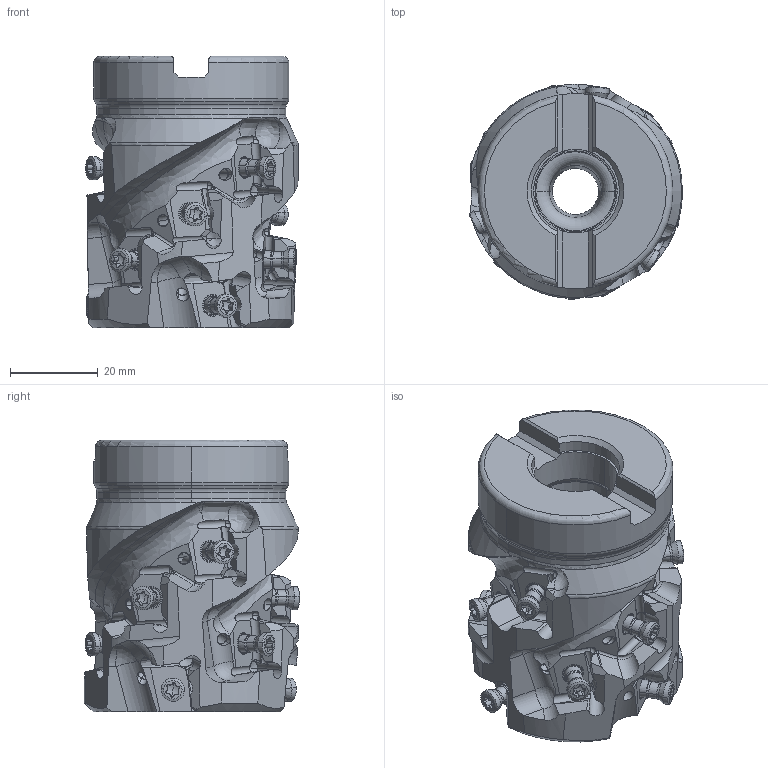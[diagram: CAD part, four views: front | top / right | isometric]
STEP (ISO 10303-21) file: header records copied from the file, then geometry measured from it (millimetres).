
FILE_DESCRIPTION(/* description */ (''),/* implementation_level */ '2;1');
FILE_NAME(/* name */ 'VPX300UR2_0003AA1612.stp',/* time_stamp */ '2021-06-22T11:13:31+09:00',/* author */ (''),/* organization */ (''),/* preprocessor_version */ 'ST-DEVELOPER v16',/* originating_system */ 'SIEMENS PLM Software NX 10.0',/* authorisation */ '');
FILE_SCHEMA (('AUTOMOTIVE_DESIGN { 1 0 10303 214 3 1 1 1 }'));
Products named in the file (1): VPX300UR2_0003AA1612_ASM
Bounding box: 48.52 x 49.07 x 61.9 mm (x, y, z)
Volume: 71304.3 mm3; surface area: 22294 mm2
Topology: 13 solids, 13 shells, 1335 faces, 3714 edges, 2393 vertices
Faces by surface type: cylinder 622, plane 352, cone 150, sphere 99, torus 86, bspline 20, extrusion 6
Entity records: 54890 total; most frequent: CARTESIAN_POINT 21190, ORIENTED_EDGE 7260, DIRECTION 6823, EDGE_CURVE 3630, AXIS2_PLACEMENT_3D 2775, VERTEX_POINT 2378, EDGE_LOOP 1418, ADVANCED_FACE 1335
